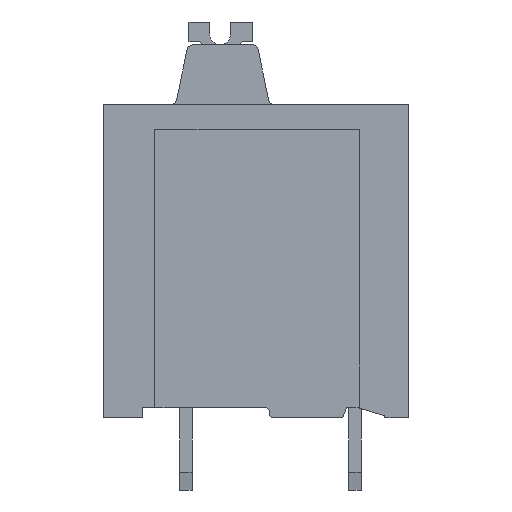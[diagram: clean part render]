
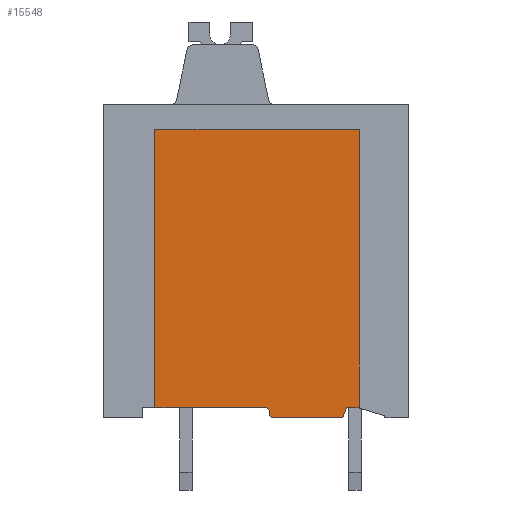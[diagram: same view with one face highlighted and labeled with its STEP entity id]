
A CAD part, left-side view. The second image highlights one B-rep face of the part: STEP entity #15548.
In plain terms, the highlighted planar face has unit normal (-1, 0, 0).
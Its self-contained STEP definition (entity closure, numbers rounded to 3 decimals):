
#6786=AXIS2_PLACEMENT_3D('Plane Axis2P3D',#6783,#6784,#6785) ;
#12611=AXIS2_PLACEMENT_3D('Circle Axis2P3D',#12609,#12610,$) ;
#12666=AXIS2_PLACEMENT_3D('Circle Axis2P3D',#12664,#12665,$) ;
#6783=CARTESIAN_POINT('Axis2P3D Location',(1.1,2.4,0.)) ;
#12484=CARTESIAN_POINT('Vertex',(1.1,2.5,4.)) ;
#12496=CARTESIAN_POINT('Vertex',(1.1,2.4,3.97)) ;
#12499=CARTESIAN_POINT('Line Origine',(1.1,2.45,3.985)) ;
#12580=CARTESIAN_POINT('Vertex',(1.1,6.95,4.)) ;
#12583=CARTESIAN_POINT('Line Origine',(1.1,9.625,4.)) ;
#12587=CARTESIAN_POINT('Vertex',(1.1,12.3,4.)) ;
#12609=CARTESIAN_POINT('Axis2P3D Location',(1.1,6.95,3.8)) ;
#12613=CARTESIAN_POINT('Vertex',(1.1,6.75,3.8)) ;
#12637=CARTESIAN_POINT('Vertex',(1.1,6.75,3.7)) ;
#12640=CARTESIAN_POINT('Line Origine',(1.1,6.75,3.75)) ;
#12661=CARTESIAN_POINT('Vertex',(1.1,6.55,3.5)) ;
#12664=CARTESIAN_POINT('Axis2P3D Location',(1.1,6.55,3.7)) ;
#12680=CARTESIAN_POINT('Vertex',(1.1,3.2,3.5)) ;
#12683=CARTESIAN_POINT('Line Origine',(1.1,4.875,3.5)) ;
#12704=CARTESIAN_POINT('Vertex',(1.1,3.,4.)) ;
#12707=CARTESIAN_POINT('Line Origine',(1.1,3.1,3.75)) ;
#12719=CARTESIAN_POINT('Line Origine',(1.1,2.75,4.)) ;
#12736=CARTESIAN_POINT('Line Origine',(1.1,12.3,10.75)) ;
#12740=CARTESIAN_POINT('Vertex',(1.1,12.3,17.5)) ;
#12760=CARTESIAN_POINT('Line Origine',(1.1,7.35,17.5)) ;
#12764=CARTESIAN_POINT('Vertex',(1.1,2.4,17.5)) ;
#12784=CARTESIAN_POINT('Line Origine',(1.1,2.4,10.735)) ;
#6784=DIRECTION('Axis2P3D Direction',(1.,0.,0.)) ;
#6785=DIRECTION('Axis2P3D XDirection',(0.,1.,0.)) ;
#12500=DIRECTION('Vector Direction',(0.,-0.959,-0.284)) ;
#12584=DIRECTION('Vector Direction',(0.,1.,0.)) ;
#12610=DIRECTION('Axis2P3D Direction',(-1.,0.,0.)) ;
#12641=DIRECTION('Vector Direction',(0.,0.,1.)) ;
#12665=DIRECTION('Axis2P3D Direction',(-1.,0.,0.)) ;
#12684=DIRECTION('Vector Direction',(0.,1.,0.)) ;
#12708=DIRECTION('Vector Direction',(0.,0.371,-0.928)) ;
#12720=DIRECTION('Vector Direction',(0.,1.,0.)) ;
#12737=DIRECTION('Vector Direction',(0.,0.,1.)) ;
#12761=DIRECTION('Vector Direction',(0.,1.,0.)) ;
#12785=DIRECTION('Vector Direction',(0.,0.,1.)) ;
#12501=VECTOR('Line Direction',#12500,1.) ;
#12585=VECTOR('Line Direction',#12584,1.) ;
#12642=VECTOR('Line Direction',#12641,1.) ;
#12685=VECTOR('Line Direction',#12684,1.) ;
#12709=VECTOR('Line Direction',#12708,1.) ;
#12721=VECTOR('Line Direction',#12720,1.) ;
#12738=VECTOR('Line Direction',#12737,1.) ;
#12762=VECTOR('Line Direction',#12761,1.) ;
#12786=VECTOR('Line Direction',#12785,1.) ;
#15536=ORIENTED_EDGE('',*,*,#12589,.F.) ;
#15537=ORIENTED_EDGE('',*,*,#12615,.T.) ;
#15538=ORIENTED_EDGE('',*,*,#12644,.F.) ;
#15539=ORIENTED_EDGE('',*,*,#12668,.F.) ;
#15540=ORIENTED_EDGE('',*,*,#12687,.F.) ;
#15541=ORIENTED_EDGE('',*,*,#12711,.F.) ;
#15542=ORIENTED_EDGE('',*,*,#12723,.F.) ;
#15543=ORIENTED_EDGE('',*,*,#12503,.T.) ;
#15544=ORIENTED_EDGE('',*,*,#12788,.T.) ;
#15545=ORIENTED_EDGE('',*,*,#12766,.T.) ;
#15546=ORIENTED_EDGE('',*,*,#12742,.F.) ;
#15548=ADVANCED_FACE('_LMF 5.00/17/180  3.5SN OR BX 1330340000',(#15547),#6787,.F.) ;
#12612=CIRCLE('generated circle',#12611,0.2) ;
#12667=CIRCLE('generated circle',#12666,0.2) ;
#12503=EDGE_CURVE('',#12485,#12497,#12502,.T.) ;
#12589=EDGE_CURVE('',#12581,#12588,#12586,.T.) ;
#12615=EDGE_CURVE('',#12581,#12614,#12612,.F.) ;
#12644=EDGE_CURVE('',#12638,#12614,#12643,.T.) ;
#12668=EDGE_CURVE('',#12662,#12638,#12667,.F.) ;
#12687=EDGE_CURVE('',#12681,#12662,#12686,.T.) ;
#12711=EDGE_CURVE('',#12705,#12681,#12710,.T.) ;
#12723=EDGE_CURVE('',#12485,#12705,#12722,.T.) ;
#12742=EDGE_CURVE('',#12588,#12741,#12739,.T.) ;
#12766=EDGE_CURVE('',#12765,#12741,#12763,.T.) ;
#12788=EDGE_CURVE('',#12497,#12765,#12787,.T.) ;
#15535=EDGE_LOOP('',(#15536,#15537,#15538,#15539,#15540,#15541,#15542,#15543,#15544,#15545,#15546)) ;
#15547=FACE_OUTER_BOUND('',#15535,.T.) ;
#12502=LINE('Line',#12499,#12501) ;
#12586=LINE('Line',#12583,#12585) ;
#12643=LINE('Line',#12640,#12642) ;
#12686=LINE('Line',#12683,#12685) ;
#12710=LINE('Line',#12707,#12709) ;
#12722=LINE('Line',#12719,#12721) ;
#12739=LINE('Line',#12736,#12738) ;
#12763=LINE('Line',#12760,#12762) ;
#12787=LINE('Line',#12784,#12786) ;
#6787=PLANE('',#6786) ;
#12485=VERTEX_POINT('',#12484) ;
#12497=VERTEX_POINT('',#12496) ;
#12581=VERTEX_POINT('',#12580) ;
#12588=VERTEX_POINT('',#12587) ;
#12614=VERTEX_POINT('',#12613) ;
#12638=VERTEX_POINT('',#12637) ;
#12662=VERTEX_POINT('',#12661) ;
#12681=VERTEX_POINT('',#12680) ;
#12705=VERTEX_POINT('',#12704) ;
#12741=VERTEX_POINT('',#12740) ;
#12765=VERTEX_POINT('',#12764) ;
